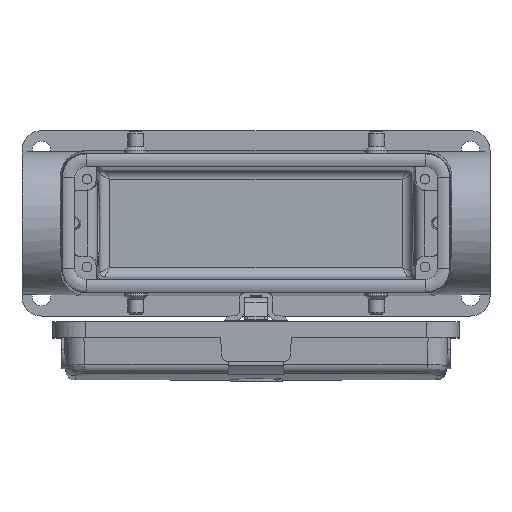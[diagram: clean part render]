
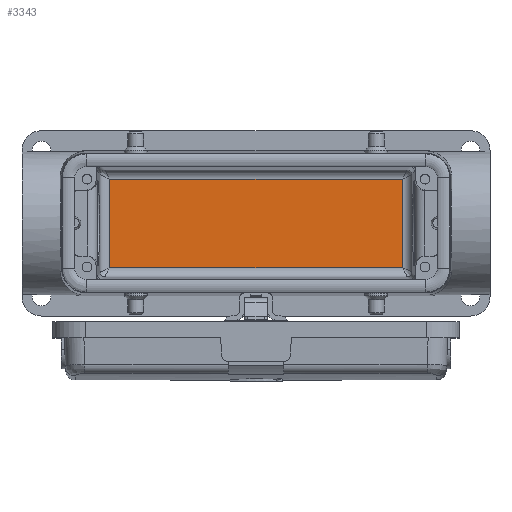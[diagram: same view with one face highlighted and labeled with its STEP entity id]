
A CAD part, top view. The second image highlights one B-rep face of the part: STEP entity #3343.
In plain terms, the highlighted planar face has unit normal (0, 0, 1).
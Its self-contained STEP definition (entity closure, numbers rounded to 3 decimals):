
#3343=ADVANCED_FACE('',(#4311),#3844,.F.);
#3844=PLANE('',#14459);
#4311=FACE_OUTER_BOUND('',#4946,.T.);
#4946=EDGE_LOOP('',(#7329,#7330,#7331,#7332));
#7329=ORIENTED_EDGE('',*,*,#10909,.T.);
#7330=ORIENTED_EDGE('',*,*,#10910,.T.);
#7331=ORIENTED_EDGE('',*,*,#10911,.T.);
#7332=ORIENTED_EDGE('',*,*,#10912,.T.);
#9473=VERTEX_POINT('',#23198);
#9474=VERTEX_POINT('',#23199);
#9475=VERTEX_POINT('',#23201);
#9476=VERTEX_POINT('',#23203);
#10909=EDGE_CURVE('',#9473,#9474,#12195,.T.);
#10910=EDGE_CURVE('',#9474,#9475,#12196,.T.);
#10911=EDGE_CURVE('',#9475,#9476,#12197,.T.);
#10912=EDGE_CURVE('',#9476,#9473,#12198,.T.);
#12195=LINE('',#23197,#13210);
#12196=LINE('',#23200,#13211);
#12197=LINE('',#23202,#13212);
#12198=LINE('',#23204,#13213);
#13210=VECTOR('',#16709,1.);
#13211=VECTOR('',#16710,1.);
#13212=VECTOR('',#16711,1.);
#13213=VECTOR('',#16712,1.);
#14459=AXIS2_PLACEMENT_3D('',#23205,#16713,#16714);
#16709=DIRECTION('',(1.,0.,0.));
#16710=DIRECTION('',(0.,1.,0.));
#16711=DIRECTION('',(-1.,0.,0.));
#16712=DIRECTION('',(0.,-1.,0.));
#16713=DIRECTION('',(0.,0.,-1.));
#16714=DIRECTION('',(-1.,0.,0.));
#23197=CARTESIAN_POINT('',(-46.5,-13.567,-65.25));
#23198=CARTESIAN_POINT('',(-45.056,-13.567,-65.25));
#23199=CARTESIAN_POINT('',(45.056,-13.567,-65.25));
#23200=CARTESIAN_POINT('',(45.056,17.75,-65.25));
#23201=CARTESIAN_POINT('',(45.056,13.567,-65.25));
#23202=CARTESIAN_POINT('',(-48.,13.567,-65.25));
#23203=CARTESIAN_POINT('',(-45.056,13.567,-65.25));
#23204=CARTESIAN_POINT('',(-45.056,17.75,-65.25));
#23205=CARTESIAN_POINT('',(-48.,17.75,-65.25));
